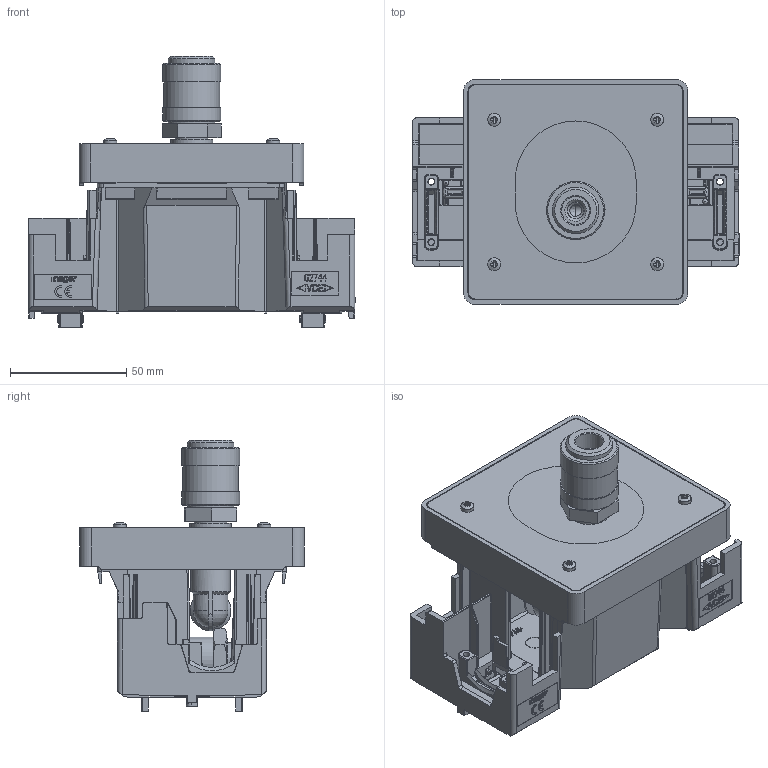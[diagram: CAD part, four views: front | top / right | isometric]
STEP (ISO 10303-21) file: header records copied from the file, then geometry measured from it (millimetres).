
FILE_DESCRIPTION(/* description */ ('Pneumatikanschluss - einfach'),/* implementation_level */ '2;1');
FILE_NAME(/* name */ 'ZEI_CAD_320740-0-REVA_#SALL_#AIN_#V1.step',/* time_stamp */ '2022-10-10T07:10:12+02:00',/* author */ ('MiniTec'),/* organization */ ('MiniTec GmbH & Co.KG'),/* preprocessor_version */ 'ST-DEVELOPER v18.1',/* originating_system */ 'Autodesk Inventor 2021',/* authorisation */ '');
FILE_SCHEMA (('CONFIG_CONTROL_DESIGN'));
Products named in the file (9): 32-0740-0BG.001; MTW_1-00180693; leer; leer_1; leer_2; 589245-900-00.001-01; leer_3; leer_4; leer_5
Assembly tree (12 placements, depth 2):
  32-0740-0BG.001
    MTW_1-00180693
    leer
    leer_1
    leer_2
    589245-900-00.001-01
    leer_3  x2
    leer_4  x4
    leer_5
Bounding box: 140.3 x 96.5 x 116.5 mm (x, y, z)
Volume: 160785.3 mm3; surface area: 147829.9 mm2
Topology: 14 solids, 14 shells, 3223 faces, 8421 edges, 5219 vertices
Faces by surface type: plane 1484, cylinder 999, bspline 438, cone 125, sphere 107, torus 70
Full cylindrical faces by diameter (mm): 2.9 x4, 4 x4, 4.2 x2, 4.8 x2, 5 x1, 5.4 x2, 5.6 x4, 7.3 x1, 8 x2, 10 x3, 11.4 x1, 11.445 x1, 12 x1, 12.5 x2, 13.2 x2, 14 x2, 15 x2, 16.8 x1, 16.9 x1, 17 x1, 17.5 x1, 18 x2, 18.5 x1, 20 x6, 24 x1, 25 x2
Entity records: 128772 total; most frequent: CARTESIAN_POINT 50530, ORIENTED_EDGE 16232, DIRECTION 15332, EDGE_CURVE 8116, AXIS2_PLACEMENT_3D 5246, VERTEX_POINT 5020, LINE 4840, VECTOR 4840
